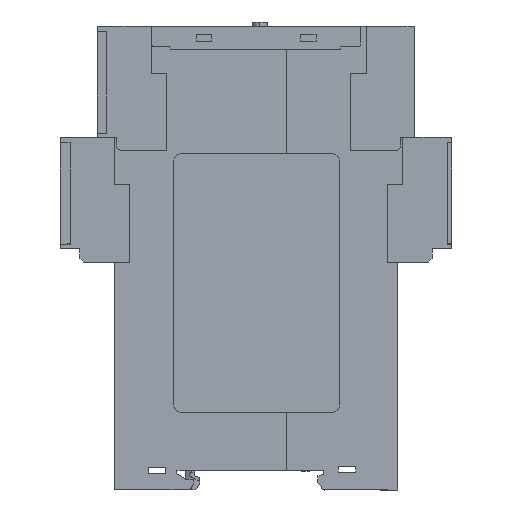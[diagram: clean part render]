
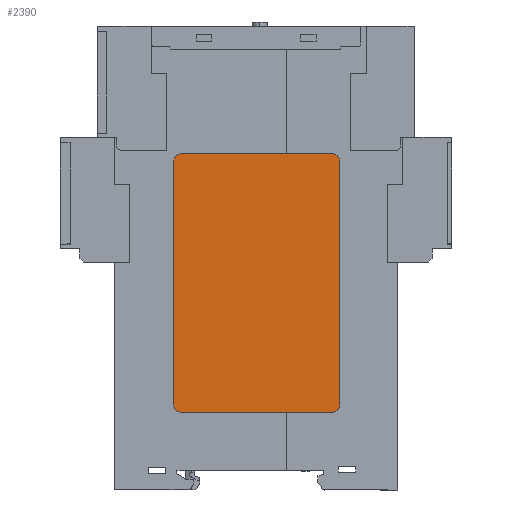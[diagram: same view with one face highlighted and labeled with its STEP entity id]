
A CAD part, left-side view. The second image highlights one B-rep face of the part: STEP entity #2390.
In plain terms, the highlighted planar face has unit normal (-1, 0, 0).
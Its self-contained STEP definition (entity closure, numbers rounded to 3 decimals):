
#2390=ADVANCED_FACE('NONE',(#5712),#5713,.F.);
#5712=FACE_OUTER_BOUND('',#9889,.T.);
#5713=PLANE('',#9890);
#9889=EDGE_LOOP('',(#17813,#17814,#17815,#17816,#17817,#17818,#17819,#17820));
#9890=AXIS2_PLACEMENT_3D('',#17821,#17822,#17823);
#17813=ORIENTED_EDGE('',*,*,#28189,.F.);
#17814=ORIENTED_EDGE('',*,*,#28194,.T.);
#17815=ORIENTED_EDGE('',*,*,#28197,.F.);
#17816=ORIENTED_EDGE('',*,*,#28200,.T.);
#17817=ORIENTED_EDGE('',*,*,#28203,.F.);
#17818=ORIENTED_EDGE('',*,*,#28207,.T.);
#17819=ORIENTED_EDGE('',*,*,#28210,.F.);
#17820=ORIENTED_EDGE('',*,*,#28212,.T.);
#17821=CARTESIAN_POINT('',(0.,30.95,85.1));
#17822=DIRECTION('',(1.0,0.0,0.0));
#17823=DIRECTION('',(0.0,1.0,0.0));
#28189=EDGE_CURVE('NONE',#35042,#35044,#35045,.T.);
#28194=EDGE_CURVE('NONE',#35042,#35049,#35051,.T.);
#28197=EDGE_CURVE('NONE',#35053,#35049,#35055,.T.);
#28200=EDGE_CURVE('NONE',#35053,#35057,#35059,.T.);
#28203=EDGE_CURVE('NONE',#35061,#35057,#35063,.T.);
#28207=EDGE_CURVE('NONE',#35061,#35066,#35068,.T.);
#28210=EDGE_CURVE('NONE',#35070,#35066,#35072,.T.);
#28212=EDGE_CURVE('NONE',#35070,#35044,#35074,.T.);
#35042=VERTEX_POINT('NONE',#44688);
#35044=VERTEX_POINT('NONE',#44691);
#35045=CIRCLE('',#44692,2.);
#35049=VERTEX_POINT('NONE',#44698);
#35051=LINE('',#44701,#44702);
#35053=VERTEX_POINT('NONE',#44704);
#35055=CIRCLE('',#44707,2.);
#35057=VERTEX_POINT('NONE',#44709);
#35059=LINE('',#44712,#44713);
#35061=VERTEX_POINT('NONE',#44715);
#35063=CIRCLE('',#44718,2.);
#35066=VERTEX_POINT('NONE',#44722);
#35068=LINE('',#44725,#44726);
#35070=VERTEX_POINT('NONE',#44728);
#35072=CIRCLE('',#44731,2.0);
#35074=LINE('',#44733,#44734);
#44688=CARTESIAN_POINT('',(0.,30.95,87.1));
#44691=CARTESIAN_POINT('',(0.,28.95,85.1));
#44692=AXIS2_PLACEMENT_3D('',#52289,#52290,#52291);
#44698=CARTESIAN_POINT('',(0.,69.95,87.1));
#44701=CARTESIAN_POINT('',(0.,70.85,87.1));
#44702=VECTOR('',#52295,1000.0);
#44704=CARTESIAN_POINT('',(0.,71.95,85.1));
#44707=AXIS2_PLACEMENT_3D('',#52297,#52298,#52299);
#44709=CARTESIAN_POINT('',(0.,71.95,22.1));
#44712=CARTESIAN_POINT('',(0.,71.95,4.6));
#44713=VECTOR('',#52301,1000.0);
#44715=CARTESIAN_POINT('',(0.,69.95,20.1));
#44718=AXIS2_PLACEMENT_3D('',#52303,#52304,#52305);
#44722=CARTESIAN_POINT('',(0.,30.95,20.1));
#44725=CARTESIAN_POINT('',(0.,70.85,20.1));
#44726=VECTOR('',#52308,1000.0);
#44728=CARTESIAN_POINT('',(0.,28.95,22.1));
#44731=AXIS2_PLACEMENT_3D('',#52310,#52311,#52312);
#44733=CARTESIAN_POINT('',(0.,28.95,4.6));
#44734=VECTOR('',#52313,1000.0);
#52289=CARTESIAN_POINT('',(0.,30.95,85.1));
#52290=DIRECTION('',(1.0,0.0,0.0));
#52291=DIRECTION('',(0.0,1.0,0.0));
#52295=DIRECTION('',(0.0,1.0,0.0));
#52297=CARTESIAN_POINT('',(0.,69.95,85.1));
#52298=DIRECTION('',(1.0,0.0,0.0));
#52299=DIRECTION('',(0.0,1.0,0.0));
#52301=DIRECTION('',(0.0,0.0,-1.0));
#52303=CARTESIAN_POINT('',(0.,69.95,22.1));
#52304=DIRECTION('',(1.0,0.0,0.0));
#52305=DIRECTION('',(0.0,1.0,0.0));
#52308=DIRECTION('',(0.0,-1.0,0.0));
#52310=CARTESIAN_POINT('',(0.,30.95,22.1));
#52311=DIRECTION('',(1.0,0.0,0.0));
#52312=DIRECTION('',(0.0,1.0,0.0));
#52313=DIRECTION('',(0.0,0.0,1.0));
